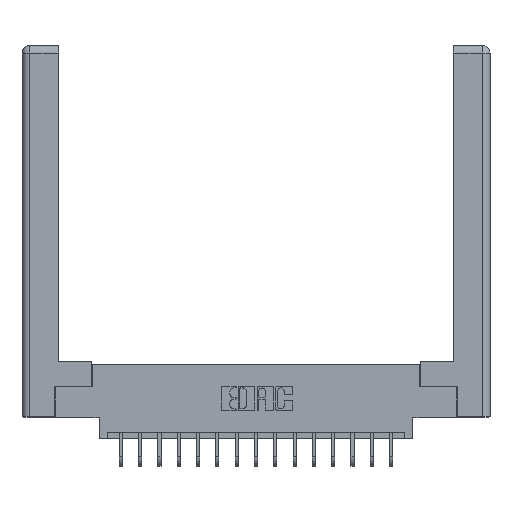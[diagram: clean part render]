
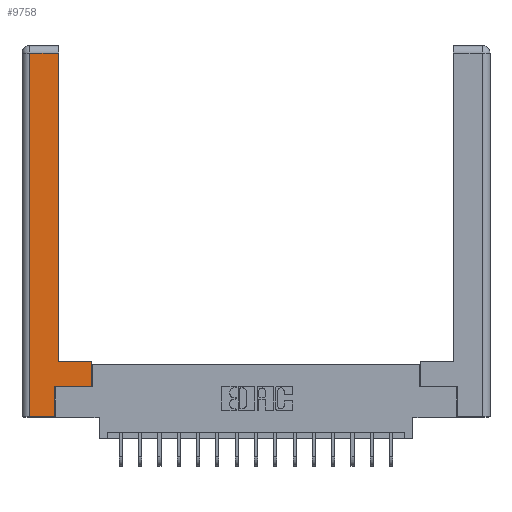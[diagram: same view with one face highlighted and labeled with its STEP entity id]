
A CAD part, top view. The second image highlights one B-rep face of the part: STEP entity #9758.
In plain terms, the highlighted planar face has unit normal (0, 0, 1).
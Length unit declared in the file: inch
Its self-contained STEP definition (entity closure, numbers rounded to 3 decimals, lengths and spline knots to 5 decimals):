
#404 = CARTESIAN_POINT ( 'NONE',  ( 0.295, 0.45, 0. ) ) ;
#486 = EDGE_CURVE ( 'NONE', #10249, #12024, #11208, .T. ) ;
#1191 = VECTOR ( 'NONE', #16251, 39.37008 ) ;
#1604 = VECTOR ( 'NONE', #7000, 39.37008 ) ;
#2074 = DIRECTION ( 'NONE',  ( -1., 0., 0. ) ) ;
#2111 = ORIENTED_EDGE ( 'NONE', *, *, #17000, .T. ) ;
#2173 = CARTESIAN_POINT ( 'NONE',  ( 0.0615, 0., 0. ) ) ;
#2481 = CARTESIAN_POINT ( 'NONE',  ( 0.565, 0.45, 0. ) ) ;
#2532 = LINE ( 'NONE', #12841, #18208 ) ;
#2808 = CARTESIAN_POINT ( 'NONE',  ( 0.295, 0.45, 0. ) ) ;
#3750 = VECTOR ( 'NONE', #6343, 39.37008 ) ;
#3777 = DIRECTION ( 'NONE',  ( 1., 0., 0. ) ) ;
#4400 = EDGE_CURVE ( 'NONE', #10346, #14056, #18346, .T. ) ;
#4637 = ORIENTED_EDGE ( 'NONE', *, *, #486, .T. ) ;
#4892 = LINE ( 'NONE', #12550, #9389 ) ;
#5110 = PLANE ( 'NONE',  #11497 ) ;
#5245 = CARTESIAN_POINT ( 'NONE',  ( 0., 0., 0. ) ) ;
#5956 = VERTEX_POINT ( 'NONE', #2173 ) ;
#6343 = DIRECTION ( 'NONE',  ( 1., 0., 0. ) ) ;
#6482 = VECTOR ( 'NONE', #19608, 39.37008 ) ;
#6630 = CARTESIAN_POINT ( 'NONE',  ( 0.265, 0.245, 0. ) ) ;
#6887 = EDGE_CURVE ( 'NONE', #10512, #13268, #4892, .T. ) ;
#7000 = DIRECTION ( 'NONE',  ( 0., 1., 0. ) ) ;
#7621 = FACE_OUTER_BOUND ( 'NONE', #10056, .T. ) ;
#7897 = DIRECTION ( 'NONE',  ( -1., 0., 0. ) ) ;
#9182 = VERTEX_POINT ( 'NONE', #11145 ) ;
#9288 = LINE ( 'NONE', #17763, #14728 ) ;
#9389 = VECTOR ( 'NONE', #2074, 39.37008 ) ;
#9720 = CARTESIAN_POINT ( 'NONE',  ( 0.0615, 2.94, 0. ) ) ;
#9758 = ADVANCED_FACE ( 'NONE', ( #7621 ), #5110, .F. ) ;
#10056 = EDGE_LOOP ( 'NONE', ( #19602, #18289, #12468, #2111, #13538, #17760, #12547, #4637 ) ) ;
#10217 = DIRECTION ( 'NONE',  ( 0., -1., 0. ) ) ;
#10249 = VERTEX_POINT ( 'NONE', #2481 ) ;
#10346 = VERTEX_POINT ( 'NONE', #17840 ) ;
#10512 = VERTEX_POINT ( 'NONE', #16019 ) ;
#11145 = CARTESIAN_POINT ( 'NONE',  ( 0.565, 0.245, 0. ) ) ;
#11208 = LINE ( 'NONE', #404, #18847 ) ;
#11497 = AXIS2_PLACEMENT_3D ( 'NONE', #5245, #14426, #18738 ) ;
#11989 = LINE ( 'NONE', #12480, #3750 ) ;
#12024 = VERTEX_POINT ( 'NONE', #2808 ) ;
#12165 = CARTESIAN_POINT ( 'NONE',  ( 0.295, 3., 0. ) ) ;
#12468 = ORIENTED_EDGE ( 'NONE', *, *, #16204, .T. ) ;
#12480 = CARTESIAN_POINT ( 'NONE',  ( 0.265, 0., 0. ) ) ;
#12547 = ORIENTED_EDGE ( 'NONE', *, *, #12823, .T. ) ;
#12550 = CARTESIAN_POINT ( 'NONE',  ( 0.0615, 2.94, 0. ) ) ;
#12823 = EDGE_CURVE ( 'NONE', #9182, #10249, #17960, .T. ) ;
#12841 = CARTESIAN_POINT ( 'NONE',  ( 0.565, 0.245, 0. ) ) ;
#13268 = VERTEX_POINT ( 'NONE', #9720 ) ;
#13538 = ORIENTED_EDGE ( 'NONE', *, *, #4400, .T. ) ;
#14056 = VERTEX_POINT ( 'NONE', #15494 ) ;
#14426 = DIRECTION ( 'NONE',  ( 0., 0., -1. ) ) ;
#14558 = CARTESIAN_POINT ( 'NONE',  ( 0.565, 0.45, 0. ) ) ;
#14728 = VECTOR ( 'NONE', #10217, 39.37008 ) ;
#15494 = CARTESIAN_POINT ( 'NONE',  ( 0.265, 0.245, 0. ) ) ;
#16019 = CARTESIAN_POINT ( 'NONE',  ( 0.295, 2.94, 0. ) ) ;
#16204 = EDGE_CURVE ( 'NONE', #13268, #5956, #9288, .T. ) ;
#16251 = DIRECTION ( 'NONE',  ( 0., 1., 0. ) ) ;
#17000 = EDGE_CURVE ( 'NONE', #5956, #10346, #11989, .T. ) ;
#17652 = LINE ( 'NONE', #12165, #6482 ) ;
#17721 = EDGE_CURVE ( 'NONE', #14056, #9182, #2532, .T. ) ;
#17760 = ORIENTED_EDGE ( 'NONE', *, *, #17721, .T. ) ;
#17763 = CARTESIAN_POINT ( 'NONE',  ( 0.0615, 0., 0. ) ) ;
#17840 = CARTESIAN_POINT ( 'NONE',  ( 0.265, 0., 0. ) ) ;
#17960 = LINE ( 'NONE', #14558, #1604 ) ;
#18208 = VECTOR ( 'NONE', #3777, 39.37008 ) ;
#18289 = ORIENTED_EDGE ( 'NONE', *, *, #6887, .T. ) ;
#18346 = LINE ( 'NONE', #6630, #1191 ) ;
#18738 = DIRECTION ( 'NONE',  ( -1., 0., 0. ) ) ;
#18847 = VECTOR ( 'NONE', #7897, 39.37008 ) ;
#19071 = EDGE_CURVE ( 'NONE', #12024, #10512, #17652, .T. ) ;
#19602 = ORIENTED_EDGE ( 'NONE', *, *, #19071, .T. ) ;
#19608 = DIRECTION ( 'NONE',  ( 0., 1., 0. ) ) ;
